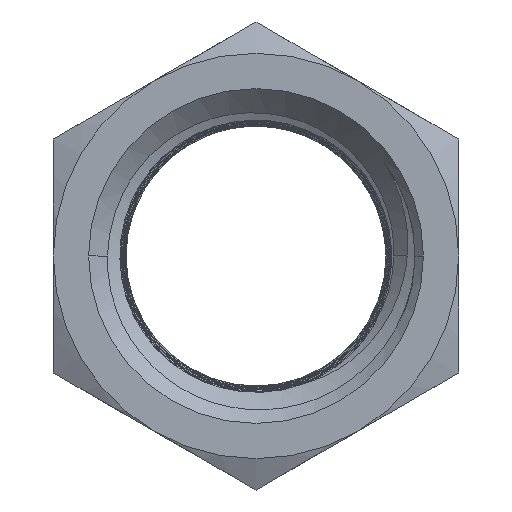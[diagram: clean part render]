
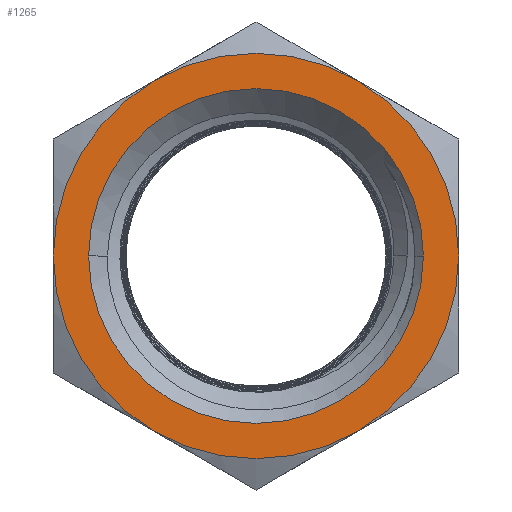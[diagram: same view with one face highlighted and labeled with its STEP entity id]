
A CAD part, left-side view. The second image highlights one B-rep face of the part: STEP entity #1265.
In plain terms, the highlighted planar face has unit normal (-1, 0, 0).
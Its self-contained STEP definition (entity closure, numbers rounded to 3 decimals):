
#55=FACE_BOUND('',#255,.T.);
#65=PLANE('',#1360);
#180=FACE_OUTER_BOUND('',#254,.T.);
#254=EDGE_LOOP('',(#1103,#1104,#1105,#1106,#1107,#1108));
#255=EDGE_LOOP('',(#1109,#1110));
#471=CIRCLE('',#1306,7.211);
#474=CIRCLE('',#1310,7.211);
#482=CIRCLE('',#1346,8.731);
#483=CIRCLE('',#1348,8.731);
#484=CIRCLE('',#1350,8.731);
#485=CIRCLE('',#1352,8.731);
#486=CIRCLE('',#1354,8.731);
#487=CIRCLE('',#1356,8.731);
#546=VERTEX_POINT('',#3326);
#547=VERTEX_POINT('',#3328);
#597=VERTEX_POINT('',#5150);
#600=VERTEX_POINT('',#5168);
#602=VERTEX_POINT('',#5178);
#604=VERTEX_POINT('',#5188);
#606=VERTEX_POINT('',#5198);
#607=VERTEX_POINT('',#5206);
#690=EDGE_CURVE('',#546,#547,#471,.T.);
#697=EDGE_CURVE('',#547,#546,#474,.T.);
#780=EDGE_CURVE('',#597,#604,#482,.T.);
#781=EDGE_CURVE('',#600,#597,#483,.T.);
#782=EDGE_CURVE('',#604,#606,#484,.T.);
#783=EDGE_CURVE('',#606,#607,#485,.T.);
#784=EDGE_CURVE('',#607,#602,#486,.T.);
#785=EDGE_CURVE('',#602,#600,#487,.T.);
#1103=ORIENTED_EDGE('',*,*,#784,.T.);
#1104=ORIENTED_EDGE('',*,*,#785,.T.);
#1105=ORIENTED_EDGE('',*,*,#781,.T.);
#1106=ORIENTED_EDGE('',*,*,#780,.T.);
#1107=ORIENTED_EDGE('',*,*,#782,.T.);
#1108=ORIENTED_EDGE('',*,*,#783,.T.);
#1109=ORIENTED_EDGE('',*,*,#697,.F.);
#1110=ORIENTED_EDGE('',*,*,#690,.F.);
#1265=ADVANCED_FACE('',(#180,#55),#65,.T.);
#1306=AXIS2_PLACEMENT_3D('',#3329,#1452,#1453);
#1310=AXIS2_PLACEMENT_3D('',#3371,#1462,#1463);
#1346=AXIS2_PLACEMENT_3D('',#5214,#1554,#1555);
#1348=AXIS2_PLACEMENT_3D('',#5216,#1558,#1559);
#1350=AXIS2_PLACEMENT_3D('',#5218,#1562,#1563);
#1352=AXIS2_PLACEMENT_3D('',#5220,#1566,#1567);
#1354=AXIS2_PLACEMENT_3D('',#5222,#1570,#1571);
#1356=AXIS2_PLACEMENT_3D('',#5224,#1574,#1575);
#1360=AXIS2_PLACEMENT_3D('',#7520,#1582,#1583);
#1452=DIRECTION('center_axis',(-1.,0.,0.));
#1453=DIRECTION('ref_axis',(0.,0.,1.));
#1462=DIRECTION('center_axis',(-1.,0.,0.));
#1463=DIRECTION('ref_axis',(0.,0.,1.));
#1554=DIRECTION('center_axis',(-1.,0.,0.));
#1555=DIRECTION('ref_axis',(0.,0.,1.));
#1558=DIRECTION('center_axis',(-1.,0.,0.));
#1559=DIRECTION('ref_axis',(0.,0.,1.));
#1562=DIRECTION('center_axis',(-1.,0.,0.));
#1563=DIRECTION('ref_axis',(0.,0.,1.));
#1566=DIRECTION('center_axis',(-1.,0.,0.));
#1567=DIRECTION('ref_axis',(0.,0.,1.));
#1570=DIRECTION('center_axis',(-1.,0.,0.));
#1571=DIRECTION('ref_axis',(0.,0.,1.));
#1574=DIRECTION('center_axis',(-1.,0.,0.));
#1575=DIRECTION('ref_axis',(0.,0.,1.));
#1582=DIRECTION('center_axis',(-1.,0.,0.));
#1583=DIRECTION('ref_axis',(0.,0.,1.));
#3326=CARTESIAN_POINT('',(-8.93,0.,-7.211));
#3328=CARTESIAN_POINT('',(-8.93,0.,7.211));
#3329=CARTESIAN_POINT('Origin',(-8.93,0.,0.));
#3371=CARTESIAN_POINT('Origin',(-8.93,0.,0.));
#5150=CARTESIAN_POINT('',(-8.93,7.561,-4.366));
#5168=CARTESIAN_POINT('',(-8.93,7.561,4.366));
#5178=CARTESIAN_POINT('',(-8.93,0.,8.731));
#5188=CARTESIAN_POINT('',(-8.93,0.,-8.731));
#5198=CARTESIAN_POINT('',(-8.93,-7.561,-4.366));
#5206=CARTESIAN_POINT('',(-8.93,-7.561,4.366));
#5214=CARTESIAN_POINT('Origin',(-8.93,0.,0.));
#5216=CARTESIAN_POINT('Origin',(-8.93,0.,0.));
#5218=CARTESIAN_POINT('Origin',(-8.93,0.,0.));
#5220=CARTESIAN_POINT('Origin',(-8.93,0.,0.));
#5222=CARTESIAN_POINT('Origin',(-8.93,0.,0.));
#5224=CARTESIAN_POINT('Origin',(-8.93,0.,0.));
#7520=CARTESIAN_POINT('Origin',(-8.93,0.,0.));
